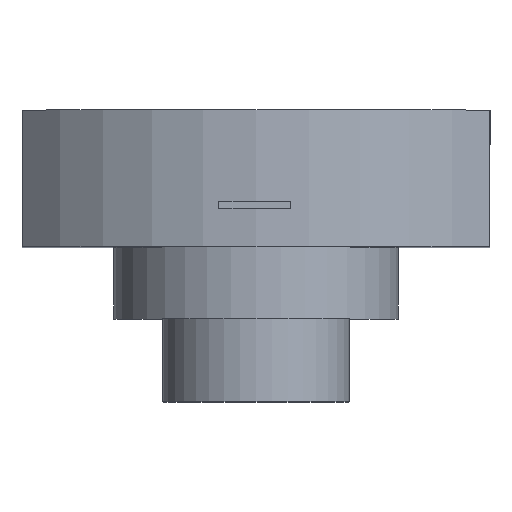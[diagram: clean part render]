
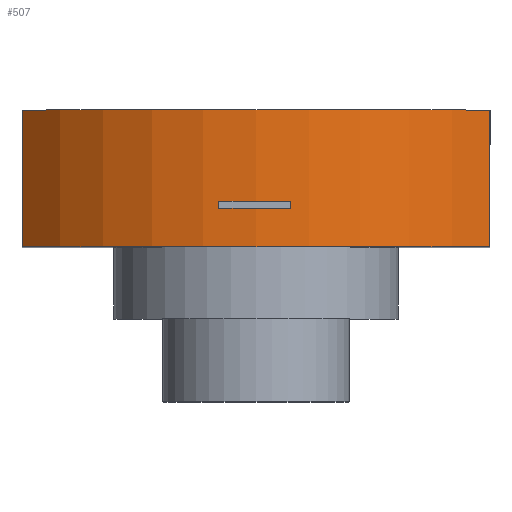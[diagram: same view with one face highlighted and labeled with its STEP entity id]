
A CAD part, top view. The second image highlights one B-rep face of the part: STEP entity #507.
In plain terms, the highlighted cylindrical face has radius 8.5 mm (diameter 17 mm), a partial arc.
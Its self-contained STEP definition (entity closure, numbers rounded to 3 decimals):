
#56=FACE_OUTER_BOUND('',#88,.T.);
#88=EDGE_LOOP('',(#365,#366,#367,#368));
#121=LINE('',#769,#176);
#122=LINE('',#772,#177);
#176=VECTOR('',#620,10.);
#177=VECTOR('',#623,10.);
#232=CIRCLE('',#560,8.5);
#233=CIRCLE('',#561,8.5);
#246=VERTEX_POINT('',#765);
#247=VERTEX_POINT('',#766);
#248=VERTEX_POINT('',#768);
#249=VERTEX_POINT('',#770);
#293=EDGE_CURVE('',#246,#247,#232,.F.);
#294=EDGE_CURVE('',#247,#248,#121,.F.);
#295=EDGE_CURVE('',#249,#248,#233,.T.);
#296=EDGE_CURVE('',#246,#249,#122,.F.);
#365=ORIENTED_EDGE('',*,*,#293,.T.);
#366=ORIENTED_EDGE('',*,*,#294,.T.);
#367=ORIENTED_EDGE('',*,*,#295,.F.);
#368=ORIENTED_EDGE('',*,*,#296,.F.);
#498=CYLINDRICAL_SURFACE('',#559,8.5);
#507=ADVANCED_FACE('',(#56),#498,.T.);
#559=AXIS2_PLACEMENT_3D('',#764,#616,#617);
#560=AXIS2_PLACEMENT_3D('',#767,#618,#619);
#561=AXIS2_PLACEMENT_3D('',#771,#621,#622);
#616=DIRECTION('center_axis',(0.,-1.,0.));
#617=DIRECTION('ref_axis',(-1.,0.,0.));
#618=DIRECTION('center_axis',(0.,1.,0.));
#619=DIRECTION('ref_axis',(-1.,0.,0.));
#620=DIRECTION('',(0.,1.,0.));
#621=DIRECTION('center_axis',(0.,-1.,0.));
#622=DIRECTION('ref_axis',(-1.,0.,0.));
#623=DIRECTION('',(0.,1.,0.));
#764=CARTESIAN_POINT('Origin',(10.,-20.6,0.));
#765=CARTESIAN_POINT('',(4.523,-20.6,6.5));
#766=CARTESIAN_POINT('',(4.523,-20.6,-6.5));
#767=CARTESIAN_POINT('Origin',(10.,-20.6,0.));
#768=CARTESIAN_POINT('',(4.523,-24.4,-6.5));
#769=CARTESIAN_POINT('',(4.523,-20.6,-6.5));
#770=CARTESIAN_POINT('',(4.523,-24.4,6.5));
#771=CARTESIAN_POINT('Origin',(10.,-24.4,0.));
#772=CARTESIAN_POINT('',(4.523,-20.6,6.5));
